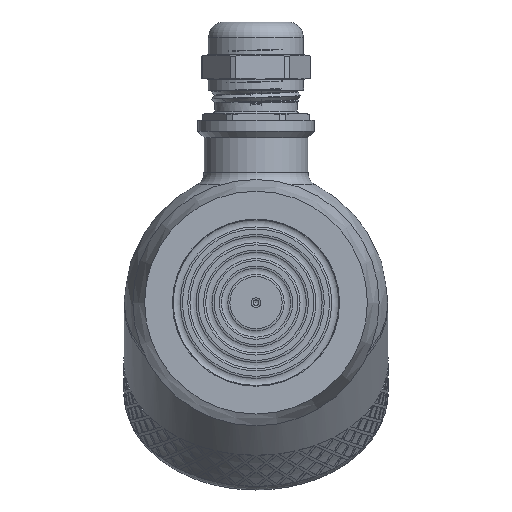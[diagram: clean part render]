
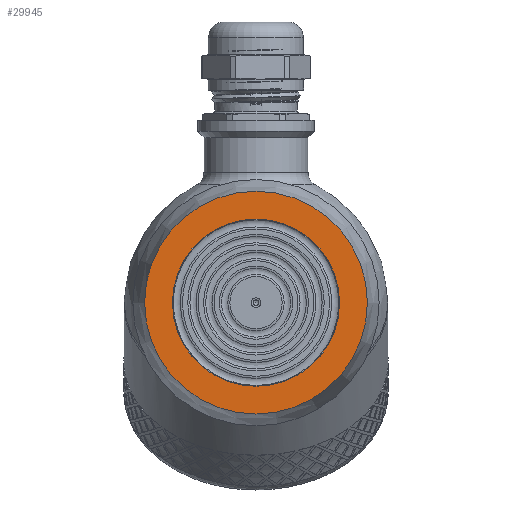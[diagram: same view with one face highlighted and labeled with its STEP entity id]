
A CAD part, left-side view. The second image highlights one B-rep face of the part: STEP entity #29945.
In plain terms, the highlighted planar face has unit normal (-1, 0, 0).
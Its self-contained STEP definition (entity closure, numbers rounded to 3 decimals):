
#1323=FACE_BOUND('',#4132,.T.);
#1729=PLANE('',#32155);
#2201=FACE_OUTER_BOUND('',#4131,.T.);
#4131=EDGE_LOOP('',(#20353));
#4132=EDGE_LOOP('',(#20354));
#6349=CIRCLE('',#32147,19.);
#6354=CIRCLE('',#32156,25.321);
#12036=VERTEX_POINT('',#42957);
#12039=VERTEX_POINT('',#42970);
#15284=EDGE_CURVE('',#12036,#12036,#6349,.T.);
#15290=EDGE_CURVE('',#12039,#12039,#6354,.T.);
#20353=ORIENTED_EDGE('',*,*,#15290,.F.);
#20354=ORIENTED_EDGE('',*,*,#15284,.T.);
#29945=ADVANCED_FACE('',(#2201,#1323),#1729,.T.);
#32147=AXIS2_PLACEMENT_3D('',#42958,#34095,#34096);
#32155=AXIS2_PLACEMENT_3D('',#42969,#34112,#34113);
#32156=AXIS2_PLACEMENT_3D('',#42971,#34114,#34115);
#34095=DIRECTION('center_axis',(1.,0.,0.));
#34096=DIRECTION('ref_axis',(0.,1.,0.));
#34112=DIRECTION('center_axis',(-1.,0.,0.));
#34113=DIRECTION('ref_axis',(0.,0.,1.));
#34114=DIRECTION('center_axis',(1.,0.,0.));
#34115=DIRECTION('ref_axis',(0.,0.,-1.));
#42957=CARTESIAN_POINT('',(-37.,-19.,0.));
#42958=CARTESIAN_POINT('Origin',(-37.,0.,0.));
#42969=CARTESIAN_POINT('Origin',(-37.,25.321,0.));
#42970=CARTESIAN_POINT('',(-37.,-25.321,0.));
#42971=CARTESIAN_POINT('Origin',(-37.,0.,0.));
